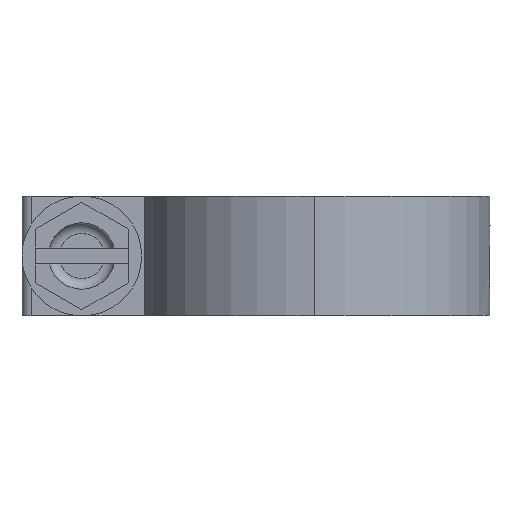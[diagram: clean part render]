
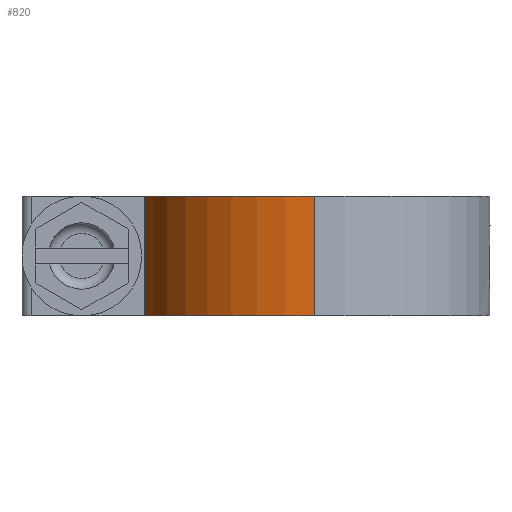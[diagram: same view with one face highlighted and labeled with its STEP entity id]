
A CAD part, left-side view. The second image highlights one B-rep face of the part: STEP entity #820.
In plain terms, the highlighted cylindrical face has radius 13.2 mm (diameter 26.4 mm), a partial arc.
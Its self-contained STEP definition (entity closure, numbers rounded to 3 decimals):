
#186 = CARTESIAN_POINT ( 'NONE',  ( 0., 0., -4.5 ) ) ;
#242 = ORIENTED_EDGE ( 'NONE', *, *, #4427, .F. ) ;
#631 = VERTEX_POINT ( 'NONE', #4666 ) ;
#820 = ADVANCED_FACE ( 'NONE', ( #5493 ), #867, .T. ) ;
#867 = CYLINDRICAL_SURFACE ( 'NONE', #2235, 13.2 ) ;
#898 = DIRECTION ( 'NONE',  ( -1., 0., 0. ) ) ;
#1034 = CARTESIAN_POINT ( 'NONE',  ( -13.2, 0., 4.5 ) ) ;
#1495 = ORIENTED_EDGE ( 'NONE', *, *, #2276, .T. ) ;
#1531 = DIRECTION ( 'NONE',  ( 0., 0., -1. ) ) ;
#1774 = VERTEX_POINT ( 'NONE', #2492 ) ;
#1790 = CIRCLE ( 'NONE', #4836, 13.2 ) ;
#1998 = CIRCLE ( 'NONE', #5278, 13.2 ) ;
#2137 = DIRECTION ( 'NONE',  ( 1., 0., 0. ) ) ;
#2143 = VERTEX_POINT ( 'NONE', #4471 ) ;
#2197 = DIRECTION ( 'NONE',  ( 0., 0., -1. ) ) ;
#2235 = AXIS2_PLACEMENT_3D ( 'NONE', #3393, #3461, #898 ) ;
#2276 = EDGE_CURVE ( 'NONE', #631, #2143, #3162, .T. ) ;
#2492 = CARTESIAN_POINT ( 'NONE',  ( -13.2, 0., -4.5 ) ) ;
#2717 = CARTESIAN_POINT ( 'NONE',  ( -13.2, 0., 4.5 ) ) ;
#2791 = DIRECTION ( 'NONE',  ( 0., 0., -1. ) ) ;
#3162 = LINE ( 'NONE', #4567, #3326 ) ;
#3326 = VECTOR ( 'NONE', #1531, 1000. ) ;
#3393 = CARTESIAN_POINT ( 'NONE',  ( 0., 0., 4.5 ) ) ;
#3461 = DIRECTION ( 'NONE',  ( 0., 0., -1. ) ) ;
#3695 = VERTEX_POINT ( 'NONE', #1034 ) ;
#4427 = EDGE_CURVE ( 'NONE', #1774, #2143, #1998, .T. ) ;
#4471 = CARTESIAN_POINT ( 'NONE',  ( -3.21, 12.804, -4.5 ) ) ;
#4567 = CARTESIAN_POINT ( 'NONE',  ( -3.21, 12.804, 4.5 ) ) ;
#4666 = CARTESIAN_POINT ( 'NONE',  ( -3.21, 12.804, 4.5 ) ) ;
#4836 = AXIS2_PLACEMENT_3D ( 'NONE', #5574, #5507, #6099 ) ;
#5048 = VECTOR ( 'NONE', #2791, 1000. ) ;
#5278 = AXIS2_PLACEMENT_3D ( 'NONE', #186, #2197, #2137 ) ;
#5301 = ORIENTED_EDGE ( 'NONE', *, *, #5580, .T. ) ;
#5322 = EDGE_LOOP ( 'NONE', ( #6348, #5301, #1495, #242 ) ) ;
#5493 = FACE_OUTER_BOUND ( 'NONE', #5322, .T. ) ;
#5507 = DIRECTION ( 'NONE',  ( 0., 0., -1. ) ) ;
#5574 = CARTESIAN_POINT ( 'NONE',  ( 0., 0., 4.5 ) ) ;
#5580 = EDGE_CURVE ( 'NONE', #3695, #631, #1790, .T. ) ;
#5932 = EDGE_CURVE ( 'NONE', #3695, #1774, #6700, .T. ) ;
#6099 = DIRECTION ( 'NONE',  ( 1., 0., 0. ) ) ;
#6348 = ORIENTED_EDGE ( 'NONE', *, *, #5932, .F. ) ;
#6700 = LINE ( 'NONE', #2717, #5048 ) ;
